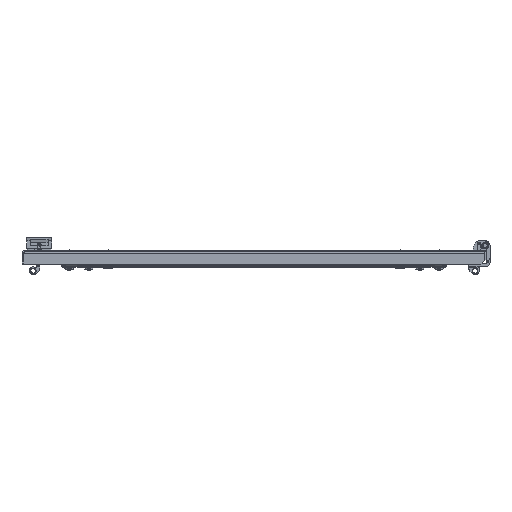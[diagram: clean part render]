
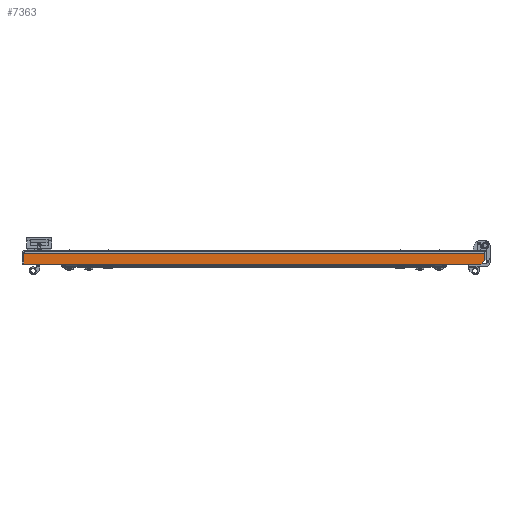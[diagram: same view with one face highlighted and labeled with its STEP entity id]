
A CAD part, front view. The second image highlights one B-rep face of the part: STEP entity #7363.
In plain terms, the highlighted planar face has unit normal (0, -1, 0).
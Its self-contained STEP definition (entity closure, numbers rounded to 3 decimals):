
#987 = CARTESIAN_POINT ( 'NONE',  ( -296.329, -892., 0. ) ) ;
#1542 = VECTOR ( 'NONE', #37057, 1000. ) ;
#2326 = DIRECTION ( 'NONE',  ( 0., 0., 1. ) ) ;
#2433 = CARTESIAN_POINT ( 'NONE',  ( -298.4, -892., -16. ) ) ;
#3713 = VERTEX_POINT ( 'NONE', #39579 ) ;
#5928 = VECTOR ( 'NONE', #6107, 1000. ) ;
#6107 = DIRECTION ( 'NONE',  ( 1., 0., 0. ) ) ;
#7363 = ADVANCED_FACE ( '�����12', ( #39559 ), #49911, .F. ) ;
#7718 = VECTOR ( 'NONE', #24538, 1000. ) ;
#8283 = EDGE_CURVE ( 'NONE', #45412, #20651, #32592, .T. ) ;
#11461 = DIRECTION ( 'NONE',  ( 0., 0., -1. ) ) ;
#12916 = CARTESIAN_POINT ( 'NONE',  ( 296.329, -892., -11. ) ) ;
#15426 = ORIENTED_EDGE ( 'NONE', *, *, #40983, .F. ) ;
#15516 = EDGE_LOOP ( 'NONE', ( #51216, #40458, #15426, #40846, #40640 ) ) ;
#17533 = EDGE_CURVE ( '������14', #3713, #30804, #41290, .T. ) ;
#18251 = LINE ( 'NONE', #44662, #7718 ) ;
#19537 = CARTESIAN_POINT ( 'NONE',  ( 296.329, -892., -11. ) ) ;
#20651 = VERTEX_POINT ( 'NONE', #19537 ) ;
#20910 = DIRECTION ( 'NONE',  ( 0., 0., -1. ) ) ;
#24499 = LINE ( 'NONE', #38741, #49372 ) ;
#24538 = DIRECTION ( 'NONE',  ( 1., 0., 0. ) ) ;
#25448 = CARTESIAN_POINT ( 'NONE',  ( -298.4, -892., 0. ) ) ;
#25810 = CARTESIAN_POINT ( 'NONE',  ( 296.329, -892., -2. ) ) ;
#26650 = AXIS2_PLACEMENT_3D ( 'NONE', #25448, #37731, #2326 ) ;
#30804 = VERTEX_POINT ( 'NONE', #41877 ) ;
#30900 = EDGE_CURVE ( 'NONE', #30804, #45412, #34485, .T. ) ;
#31740 = EDGE_CURVE ( 'NONE', #3713, #48742, #18251, .T. ) ;
#32592 = LINE ( 'NONE', #12916, #1542 ) ;
#34485 = LINE ( 'NONE', #2433, #5928 ) ;
#37057 = DIRECTION ( 'NONE',  ( 0.707, 0., 0.707 ) ) ;
#37731 = DIRECTION ( 'NONE',  ( 0., 1., 0. ) ) ;
#38741 = CARTESIAN_POINT ( 'NONE',  ( 296.329, -892., 0. ) ) ;
#39559 = FACE_OUTER_BOUND ( 'NONE', #15516, .T. ) ;
#39579 = CARTESIAN_POINT ( 'NONE',  ( -296.329, -892., -2. ) ) ;
#40458 = ORIENTED_EDGE ( 'NONE', *, *, #8283, .T. ) ;
#40640 = ORIENTED_EDGE ( 'NONE', *, *, #17533, .T. ) ;
#40846 = ORIENTED_EDGE ( 'NONE', *, *, #31740, .F. ) ;
#40983 = EDGE_CURVE ( 'NONE', #48742, #20651, #24499, .T. ) ;
#41290 = LINE ( 'NONE', #987, #43768 ) ;
#41877 = CARTESIAN_POINT ( 'NONE',  ( -296.329, -892., -16. ) ) ;
#43768 = VECTOR ( 'NONE', #20910, 1000. ) ;
#44662 = CARTESIAN_POINT ( 'NONE',  ( 298.4, -892., -2. ) ) ;
#45412 = VERTEX_POINT ( 'NONE', #46472 ) ;
#46472 = CARTESIAN_POINT ( 'NONE',  ( 291.329, -892., -16. ) ) ;
#48742 = VERTEX_POINT ( 'NONE', #25810 ) ;
#49372 = VECTOR ( 'NONE', #11461, 1000. ) ;
#49911 = PLANE ( 'NONE',  #26650 ) ;
#51216 = ORIENTED_EDGE ( 'NONE', *, *, #30900, .T. ) ;
